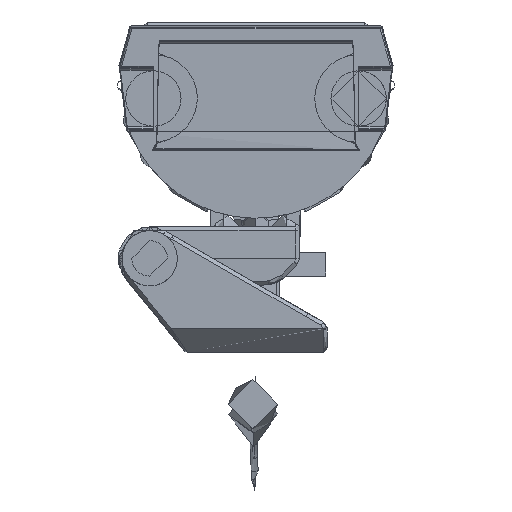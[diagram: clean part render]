
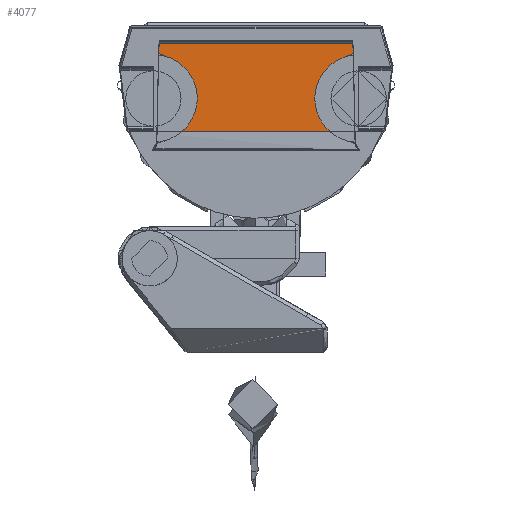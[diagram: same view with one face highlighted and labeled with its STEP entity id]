
A CAD part, left-side view. The second image highlights one B-rep face of the part: STEP entity #4077.
In plain terms, the highlighted planar face has unit normal (-1, 0, 0).
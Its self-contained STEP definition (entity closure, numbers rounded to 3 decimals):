
#2300=B_SPLINE_CURVE_WITH_KNOTS('',1,(#49362,#49363),.UNSPECIFIED.,.F.,
 .F.,(2,2),(0.,24.521),.UNSPECIFIED.);
#4077=ADVANCED_FACE('',(#5318),#22062,.T.);
#5318=FACE_OUTER_BOUND('',#6568,.T.);
#6568=EDGE_LOOP('',(#10914,#10915,#10916,#10917,#10918,#10919,#10920,#10921));
#10914=ORIENTED_EDGE('',*,*,#15773,.T.);
#10915=ORIENTED_EDGE('',*,*,#15774,.T.);
#10916=ORIENTED_EDGE('',*,*,#15775,.T.);
#10917=ORIENTED_EDGE('',*,*,#15776,.T.);
#10918=ORIENTED_EDGE('',*,*,#15777,.T.);
#10919=ORIENTED_EDGE('',*,*,#15778,.T.);
#10920=ORIENTED_EDGE('',*,*,#15779,.T.);
#10921=ORIENTED_EDGE('',*,*,#15780,.T.);
#15773=EDGE_CURVE('',#21107,#21108,#18301,.T.);
#15774=EDGE_CURVE('',#21108,#21109,#2300,.T.);
#15775=EDGE_CURVE('',#21109,#21110,#18302,.T.);
#15776=EDGE_CURVE('',#21110,#21111,#18303,.T.);
#15777=EDGE_CURVE('',#21111,#21112,#18304,.T.);
#15778=EDGE_CURVE('',#21112,#21113,#18305,.T.);
#15779=EDGE_CURVE('',#21113,#21114,#18306,.T.);
#15780=EDGE_CURVE('',#21114,#21107,#18307,.T.);
#18301=(
BOUNDED_CURVE()
B_SPLINE_CURVE(2,(#49357,#49358,#49359,#49360,#49361),.UNSPECIFIED.,.F.,
 .F.)
B_SPLINE_CURVE_WITH_KNOTS((3,2,3),(0.,0.828,1.655),
 .UNSPECIFIED.)
CURVE()
GEOMETRIC_REPRESENTATION_ITEM()
RATIONAL_B_SPLINE_CURVE((1.,0.727,1.,0.727,1.))
REPRESENTATION_ITEM('')
);
#18302=(
BOUNDED_CURVE()
B_SPLINE_CURVE(2,(#49364,#49365,#49366,#49367,#49368),.UNSPECIFIED.,.F.,
 .F.)
B_SPLINE_CURVE_WITH_KNOTS((3,2,3),(0.,0.807,1.615),
 .UNSPECIFIED.)
CURVE()
GEOMETRIC_REPRESENTATION_ITEM()
RATIONAL_B_SPLINE_CURVE((1.,0.727,1.,0.727,1.))
REPRESENTATION_ITEM('')
);
#18303=(
BOUNDED_CURVE()
B_SPLINE_CURVE(2,(#49369,#49370,#49371,#49372,#49373),.UNSPECIFIED.,.F.,
 .F.)
B_SPLINE_CURVE_WITH_KNOTS((3,2,3),(0.,8.796,17.593),
 .UNSPECIFIED.)
CURVE()
GEOMETRIC_REPRESENTATION_ITEM()
RATIONAL_B_SPLINE_CURVE((1.,0.739,1.,0.739,1.))
REPRESENTATION_ITEM('')
);
#18304=(
BOUNDED_CURVE()
B_SPLINE_CURVE(2,(#49374,#49375,#49376,#49377,#49378),.UNSPECIFIED.,.F.,
 .F.)
B_SPLINE_CURVE_WITH_KNOTS((3,2,3),(0.,0.312,0.624),
 .UNSPECIFIED.)
CURVE()
GEOMETRIC_REPRESENTATION_ITEM()
RATIONAL_B_SPLINE_CURVE((1.,0.868,1.,0.868,1.))
REPRESENTATION_ITEM('')
);
#18305=(
BOUNDED_CURVE()
B_SPLINE_CURVE(2,(#49379,#49380,#49381,#49382,#49383),.UNSPECIFIED.,.F.,
 .F.)
B_SPLINE_CURVE_WITH_KNOTS((3,2,3),(0.,15.157,30.314),
 .UNSPECIFIED.)
CURVE()
GEOMETRIC_REPRESENTATION_ITEM()
RATIONAL_B_SPLINE_CURVE((1.,0.88,1.,0.88,1.))
REPRESENTATION_ITEM('')
);
#18306=(
BOUNDED_CURVE()
B_SPLINE_CURVE(2,(#49384,#49385,#49386,#49387,#49388),.UNSPECIFIED.,.F.,
 .F.)
B_SPLINE_CURVE_WITH_KNOTS((3,2,3),(0.,0.312,0.624),
 .UNSPECIFIED.)
CURVE()
GEOMETRIC_REPRESENTATION_ITEM()
RATIONAL_B_SPLINE_CURVE((1.,0.868,1.,0.868,1.))
REPRESENTATION_ITEM('')
);
#18307=(
BOUNDED_CURVE()
B_SPLINE_CURVE(2,(#49389,#49390,#49391,#49392,#49393),.UNSPECIFIED.,.F.,
 .F.)
B_SPLINE_CURVE_WITH_KNOTS((3,2,3),(0.,8.783,17.566),
 .UNSPECIFIED.)
CURVE()
GEOMETRIC_REPRESENTATION_ITEM()
RATIONAL_B_SPLINE_CURVE((1.,0.74,1.,0.74,1.))
REPRESENTATION_ITEM('')
);
#21107=VERTEX_POINT('',#49258);
#21108=VERTEX_POINT('',#49259);
#21109=VERTEX_POINT('',#49260);
#21110=VERTEX_POINT('',#49261);
#21111=VERTEX_POINT('',#49262);
#21112=VERTEX_POINT('',#49263);
#21113=VERTEX_POINT('',#49264);
#21114=VERTEX_POINT('',#49265);
#22062=PLANE('',#22618);
#22618=AXIS2_PLACEMENT_3D('',#46265,#23006,$);
#23006=DIRECTION('',(-1.,0.,0.));
#46265=CARTESIAN_POINT('',(-241.,16.086,-17.948));
#49258=CARTESIAN_POINT('',(-241.,-12.316,3.91));
#49259=CARTESIAN_POINT('',(-241.,-12.253,5.));
#49260=CARTESIAN_POINT('',(-241.,12.267,5.));
#49261=CARTESIAN_POINT('',(-241.,12.327,3.937));
#49262=CARTESIAN_POINT('',(-241.,12.574,-7.912));
#49263=CARTESIAN_POINT('',(-241.,12.804,-8.376));
#49264=CARTESIAN_POINT('',(-241.,-12.789,-8.398));
#49265=CARTESIAN_POINT('',(-241.,-12.56,-7.934));
#49357=CARTESIAN_POINT('',(-241.,-12.316,3.91));
#49358=CARTESIAN_POINT('',(-241.,-12.829,3.969));
#49359=CARTESIAN_POINT('',(-241.,-12.799,4.484));
#49360=CARTESIAN_POINT('',(-241.,-12.77,5.));
#49361=CARTESIAN_POINT('',(-241.,-12.253,5.));
#49362=CARTESIAN_POINT('',(-241.,-12.253,5.));
#49363=CARTESIAN_POINT('',(-241.,12.267,5.));
#49364=CARTESIAN_POINT('',(-241.,12.267,5.));
#49365=CARTESIAN_POINT('',(-241.,12.771,5.));
#49366=CARTESIAN_POINT('',(-241.,12.799,4.497));
#49367=CARTESIAN_POINT('',(-241.,12.828,3.994));
#49368=CARTESIAN_POINT('',(-241.,12.327,3.937));
#49369=CARTESIAN_POINT('',(-241.,12.327,3.937));
#49370=CARTESIAN_POINT('',(-241.,6.939,3.322));
#49371=CARTESIAN_POINT('',(-241.,7.052,-2.1));
#49372=CARTESIAN_POINT('',(-241.,7.165,-7.523));
#49373=CARTESIAN_POINT('',(-241.,12.574,-7.912));
#49374=CARTESIAN_POINT('',(-241.,12.574,-7.912));
#49375=CARTESIAN_POINT('',(-241.,12.746,-7.924));
#49376=CARTESIAN_POINT('',(-241.,12.822,-8.078));
#49377=CARTESIAN_POINT('',(-241.,12.898,-8.232));
#49378=CARTESIAN_POINT('',(-241.,12.804,-8.376));
#49379=CARTESIAN_POINT('',(-241.,12.804,-8.376));
#49380=CARTESIAN_POINT('',(-241.,8.279,-15.293));
#49381=CARTESIAN_POINT('',(-241.,0.014,-15.3));
#49382=CARTESIAN_POINT('',(-241.,-8.252,-15.308));
#49383=CARTESIAN_POINT('',(-241.,-12.789,-8.398));
#49384=CARTESIAN_POINT('',(-241.,-12.789,-8.398));
#49385=CARTESIAN_POINT('',(-241.,-12.884,-8.255));
#49386=CARTESIAN_POINT('',(-241.,-12.808,-8.101));
#49387=CARTESIAN_POINT('',(-241.,-12.732,-7.947));
#49388=CARTESIAN_POINT('',(-241.,-12.56,-7.934));
#49389=CARTESIAN_POINT('',(-241.,-12.56,-7.934));
#49390=CARTESIAN_POINT('',(-241.,-7.163,-7.534));
#49391=CARTESIAN_POINT('',(-241.,-7.052,-2.123));
#49392=CARTESIAN_POINT('',(-241.,-6.94,3.288));
#49393=CARTESIAN_POINT('',(-241.,-12.316,3.91));
